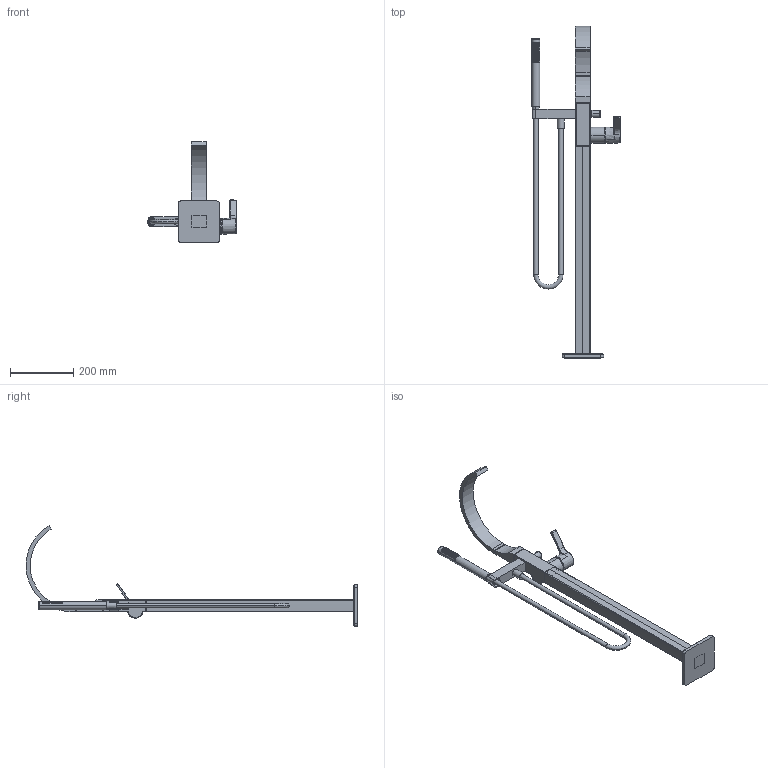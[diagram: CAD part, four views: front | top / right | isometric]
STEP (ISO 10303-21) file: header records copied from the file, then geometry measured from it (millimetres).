
FILE_DESCRIPTION (( 'STEP AP214' ), '1' );
FILE_NAME ('25863811.STEP', '2020-06-29T07:37:33', ( '' ), ( '' ), 'SwSTEP 2.0', 'SolidWorks 2017', '' );
FILE_SCHEMA (( 'AUTOMOTIVE_DESIGN' ));
Length unit declared in the file: millimetre
Products named in the file (17): Planungsmodell_Rosette-+-09.27.71.011-01_K1; Planungsmodell_Rohr-+-09.28.22.021-01_K1; Planungsmodell_Halter-+-09.17.20.046-1; Planungsmodell_Hebel-+-09.20.80.022-01_K1; Planungsmodell_Einsatz-+-04.12.11.140.10_03_K1; 25863811; Planungsmodell_Haube-+-09.21.02.069.90-01_K1_22 x 31 x 22; Planungsmodell_Koerper-+-09.19.70.005-1; Planungsmodell_Haube-+-09.28.30.036-01_K1; Planungsmodell_Handbrause-+-04.12.11.140.10_01_PDB_04121114010-00; Planungsmodell_Auslauf-+-09.11.70.011-1; Planungsmodell_Schlauch-+-09.30.02.115.90-01_K3; Planungsmodell_Koerper-+-09.17.01.220-01_K1; Planungsmodell_Einsatz-+-04.12.11.140.10_02_K1; Planungsmodell_Umstellung-+-09.20.71.031-01_ _K1_18x5,5_22x26; Planungsmodell_Mutter-+-09.24.04.282.90-01_K1_D23 x 30; Planungsmodell_Koerper-+-04.12.11.140.10_04_K1
Assembly tree (16 placements, depth 4):
  25863811
    Planungsmodell_Rosette-+-09.27.71.011-01_K1
    Planungsmodell_Umstellung-+-09.20.71.031-01_ _K1_18x5,5_22x26
    Planungsmodell_Halter-+-09.17.20.046-1
    Planungsmodell_Haube-+-09.21.02.069.90-01_K1_22 x 31 x 22
    Planungsmodell_Handbrause-+-04.12.11.140.10_01_PDB_04121114010-00
      Planungsmodell_Koerper-+-04.12.11.140.10_04_K1
      Planungsmodell_Einsatz-+-04.12.11.140.10_03_K1
        Planungsmodell_Einsatz-+-04.12.11.140.10_02_K1
    Planungsmodell_Haube-+-09.28.30.036-01_K1
    Planungsmodell_Hebel-+-09.20.80.022-01_K1
    Planungsmodell_Koerper-+-09.19.70.005-1
    Planungsmodell_Auslauf-+-09.11.70.011-1
    Planungsmodell_Koerper-+-09.17.01.220-01_K1
    Planungsmodell_Rohr-+-09.28.22.021-01_K1
    Planungsmodell_Schlauch-+-09.30.02.115.90-01_K3
    Planungsmodell_Mutter-+-09.24.04.282.90-01_K1_D23 x 30
Bounding box: 279.9 x 1049.07 x 318.7 mm (x, y, z)
Volume: 2780052.3 mm3; surface area: 382518.5 mm2
Topology: 14 solids, 14 shells, 621 faces, 1297 edges, 780 vertices
Faces by surface type: cylinder 232, torus 196, plane 154, cone 26, bspline 12, sphere 1
Entity records: 21554 total; most frequent: CARTESIAN_POINT 7428, DIRECTION 3109, ORIENTED_EDGE 2594, AXIS2_PLACEMENT_3D 1352, EDGE_CURVE 1297, VERTEX_POINT 780, CIRCLE 722, EDGE_LOOP 697
